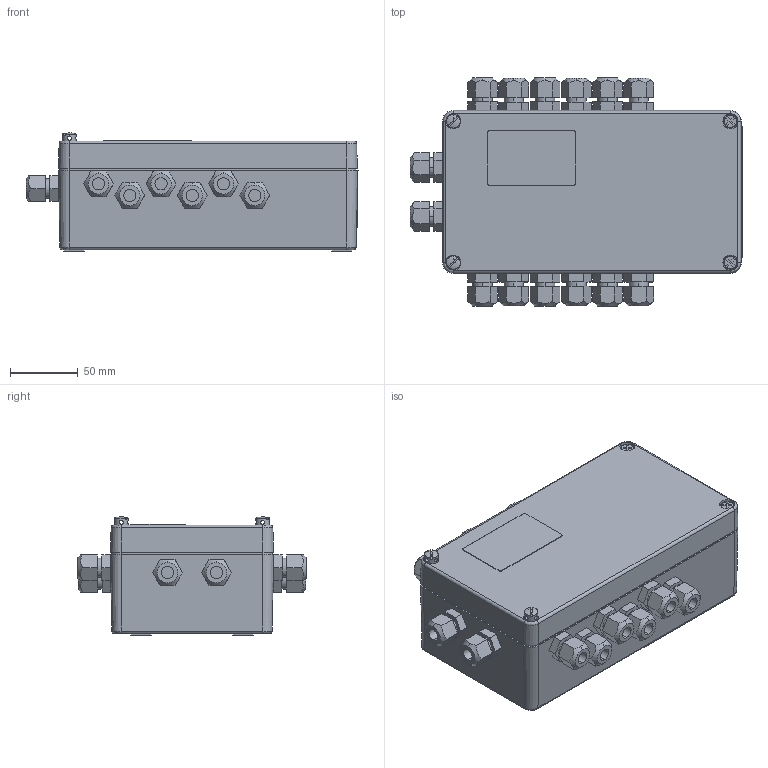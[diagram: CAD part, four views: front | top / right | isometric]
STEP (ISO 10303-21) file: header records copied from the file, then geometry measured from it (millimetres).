
FILE_DESCRIPTION (( 'STEP AP214' ), '1' );
FILE_NAME ('MFIO2_352180.STEP', '2015-02-19T10:05:00', ( 'Admin1' ), ( '' ), 'SwSTEP 2.0', 'SolidWorks 2014', '' );
FILE_SCHEMA (( 'AUTOMOTIVE_DESIGN' ));
Length unit declared in the file: millimetre
Products named in the file (1): MFIO2_352180
Bounding box: 244.43 x 167.98 x 86.99 mm (x, y, z)
Surface area: 162018.2 mm2 (no closed solid volume)
Topology: 0 solids, 36 shells, 464 faces, 1298 edges, 862 vertices
Faces by surface type: plane 290, cylinder 92, cone 64, bspline 18
Entity records: 21274 total; most frequent: CARTESIAN_POINT 4603, DIRECTION 2312, ORIENTED_EDGE 2254, EDGE_CURVE 1298, VERTEX_POINT 862, LINE 818, VECTOR 818, AXIS2_PLACEMENT_3D 747
